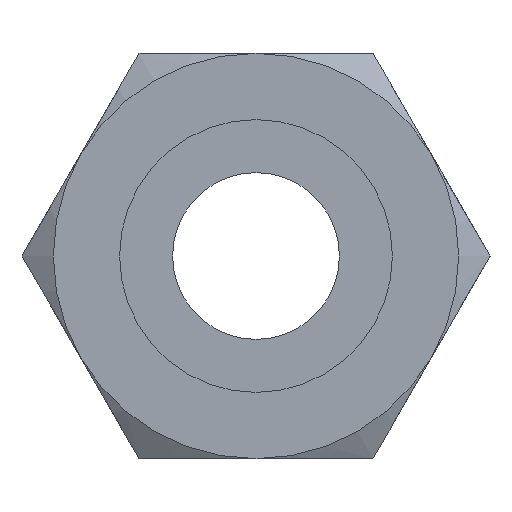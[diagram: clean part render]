
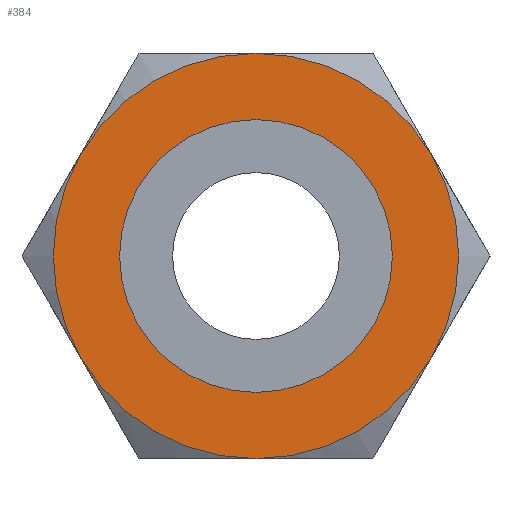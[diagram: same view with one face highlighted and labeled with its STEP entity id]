
A CAD part, left-side view. The second image highlights one B-rep face of the part: STEP entity #384.
In plain terms, the highlighted planar face has unit normal (-1, 0, 0).
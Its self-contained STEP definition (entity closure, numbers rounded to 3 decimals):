
#53=FACE_BOUND('',#116,.T.);
#63=PLANE('',#451);
#88=FACE_OUTER_BOUND('',#115,.T.);
#115=EDGE_LOOP('',(#342,#343,#344,#345,#346,#347));
#116=EDGE_LOOP('',(#348,#349));
#139=CIRCLE('',#410,5.723);
#140=CIRCLE('',#411,5.723);
#147=CIRCLE('',#422,8.5);
#148=CIRCLE('',#424,8.5);
#149=CIRCLE('',#426,8.5);
#150=CIRCLE('',#428,8.5);
#151=CIRCLE('',#430,8.5);
#152=CIRCLE('',#432,8.5);
#161=VERTEX_POINT('',#566);
#162=VERTEX_POINT('',#567);
#170=VERTEX_POINT('',#589);
#171=VERTEX_POINT('',#593);
#172=VERTEX_POINT('',#599);
#175=VERTEX_POINT('',#610);
#177=VERTEX_POINT('',#620);
#178=VERTEX_POINT('',#629);
#196=EDGE_CURVE('',#161,#162,#139,.T.);
#197=EDGE_CURVE('',#162,#161,#140,.T.);
#208=EDGE_CURVE('',#170,#171,#147,.T.);
#210=EDGE_CURVE('',#171,#172,#148,.T.);
#214=EDGE_CURVE('',#175,#170,#149,.T.);
#217=EDGE_CURVE('',#177,#175,#150,.T.);
#219=EDGE_CURVE('',#172,#178,#151,.T.);
#222=EDGE_CURVE('',#178,#177,#152,.T.);
#342=ORIENTED_EDGE('',*,*,#210,.T.);
#343=ORIENTED_EDGE('',*,*,#219,.T.);
#344=ORIENTED_EDGE('',*,*,#222,.T.);
#345=ORIENTED_EDGE('',*,*,#217,.T.);
#346=ORIENTED_EDGE('',*,*,#214,.T.);
#347=ORIENTED_EDGE('',*,*,#208,.T.);
#348=ORIENTED_EDGE('',*,*,#196,.T.);
#349=ORIENTED_EDGE('',*,*,#197,.T.);
#384=ADVANCED_FACE('',(#88,#53),#63,.T.);
#410=AXIS2_PLACEMENT_3D('',#568,#464,#465);
#411=AXIS2_PLACEMENT_3D('',#569,#466,#467);
#422=AXIS2_PLACEMENT_3D('',#597,#490,#491);
#424=AXIS2_PLACEMENT_3D('',#604,#494,#495);
#426=AXIS2_PLACEMENT_3D('',#617,#498,#499);
#428=AXIS2_PLACEMENT_3D('',#627,#502,#503);
#430=AXIS2_PLACEMENT_3D('',#634,#506,#507);
#432=AXIS2_PLACEMENT_3D('',#643,#510,#511);
#451=AXIS2_PLACEMENT_3D('',#719,#554,#555);
#464=DIRECTION('center_axis',(1.,0.,0.));
#465=DIRECTION('ref_axis',(0.,1.,0.));
#466=DIRECTION('center_axis',(1.,0.,0.));
#467=DIRECTION('ref_axis',(0.,1.,0.));
#490=DIRECTION('center_axis',(-1.,0.,0.));
#491=DIRECTION('ref_axis',(0.,1.,0.));
#494=DIRECTION('center_axis',(-1.,0.,0.));
#495=DIRECTION('ref_axis',(0.,1.,0.));
#498=DIRECTION('center_axis',(-1.,0.,0.));
#499=DIRECTION('ref_axis',(0.,1.,0.));
#502=DIRECTION('center_axis',(-1.,0.,0.));
#503=DIRECTION('ref_axis',(0.,1.,0.));
#506=DIRECTION('center_axis',(-1.,0.,0.));
#507=DIRECTION('ref_axis',(0.,1.,0.));
#510=DIRECTION('center_axis',(-1.,0.,0.));
#511=DIRECTION('ref_axis',(0.,1.,0.));
#554=DIRECTION('center_axis',(-1.,0.,0.));
#555=DIRECTION('ref_axis',(0.,0.,1.));
#566=CARTESIAN_POINT('',(-34.,5.723,0.));
#567=CARTESIAN_POINT('',(-34.,-5.723,0.));
#568=CARTESIAN_POINT('Origin',(-34.,0.,0.));
#569=CARTESIAN_POINT('Origin',(-34.,0.,0.));
#589=CARTESIAN_POINT('',(-34.,7.361,-4.25));
#593=CARTESIAN_POINT('',(-34.,0.,-8.5));
#597=CARTESIAN_POINT('Origin',(-34.,0.,0.));
#599=CARTESIAN_POINT('',(-34.,-7.361,-4.25));
#604=CARTESIAN_POINT('Origin',(-34.,0.,0.));
#610=CARTESIAN_POINT('',(-34.,7.361,4.25));
#617=CARTESIAN_POINT('Origin',(-34.,0.,0.));
#620=CARTESIAN_POINT('',(-34.,0.,8.5));
#627=CARTESIAN_POINT('Origin',(-34.,0.,0.));
#629=CARTESIAN_POINT('',(-34.,-7.361,4.25));
#634=CARTESIAN_POINT('Origin',(-34.,0.,0.));
#643=CARTESIAN_POINT('Origin',(-34.,0.,0.));
#719=CARTESIAN_POINT('Origin',(-34.,0.,0.));
